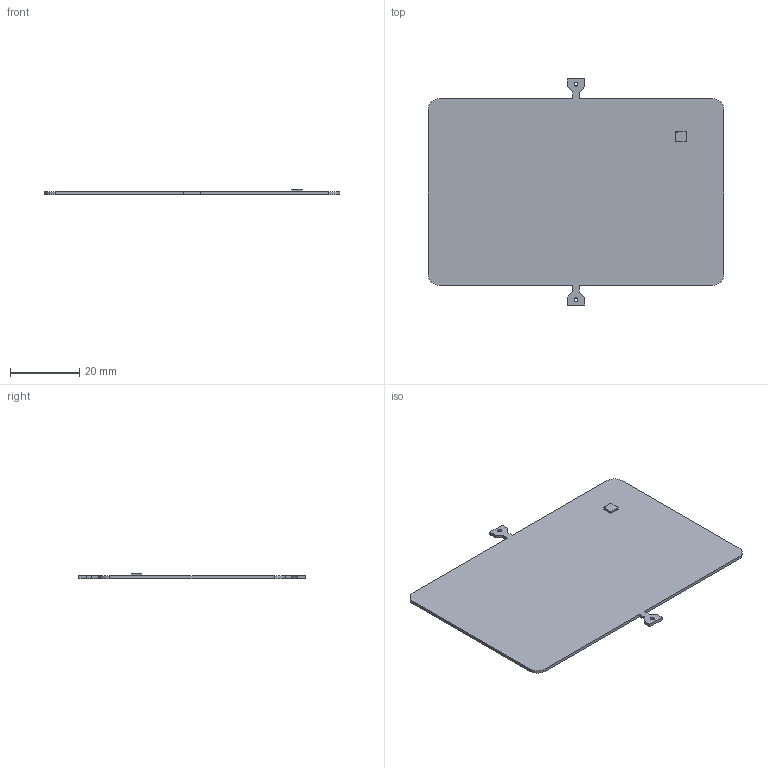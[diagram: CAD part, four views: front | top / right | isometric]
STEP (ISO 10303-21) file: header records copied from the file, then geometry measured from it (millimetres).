
FILE_DESCRIPTION(('Open CASCADE Model'),'2;1');
FILE_NAME('Open CASCADE Shape Model','2022-08-17T13:59:01',('Author'),( 'Open CASCADE'),'Open CASCADE STEP processor 6.8','Open CASCADE 6.8' ,'Unknown');
FILE_SCHEMA(('AUTOMOTIVE_DESIGN { 1 0 10303 214 1 1 1 1 }'));
Length unit declared in the file: millimetre
Products named in the file (1): PCB
Bounding box: 85.6 x 65.43 x 1.49 mm (x, y, z)
Volume: 4094.3 mm3; surface area: 9612.4 mm2
Topology: 1 solids, 88 shells, 115 faces, 419 edges, 392 vertices
Faces by surface type: plane 108, cylinder 7
Full cylindrical faces by diameter (mm): 0.15 x1, 1.152 x2
Entity records: 5133 total; most frequent: CARTESIAN_POINT 928, DIRECTION 666, ORIENTED_EDGE 498, EDGE_CURVE 419, LINE 402, VECTOR 402, VERTEX_POINT 392, AXIS2_PLACEMENT_3D 132
